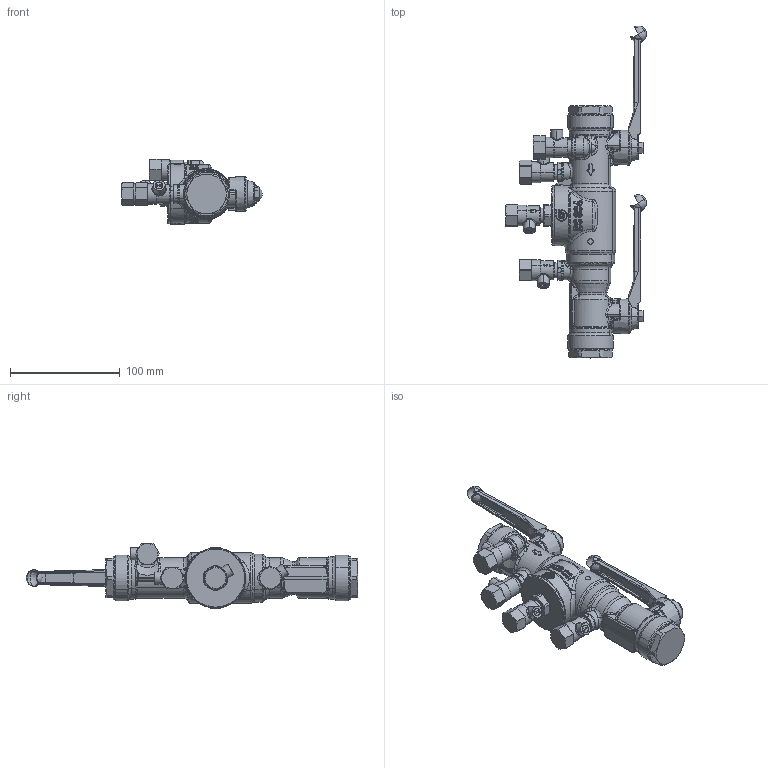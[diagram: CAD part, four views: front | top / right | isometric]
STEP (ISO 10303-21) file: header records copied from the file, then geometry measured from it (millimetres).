
FILE_DESCRIPTION(('CATIA V5 STEP Exchange','CAx-IF Rec.Pracs.--- Model Styling and Organization---1.5--- 2016-08-15','CAx-IF Rec.Pracs.---Supplemental Geometry---1.0---2011-11-01','CAx-IF Rec.Pracs.--- Composite Materials ---3.4---2017-06-13','CAx-IF Rec.Pracs.---Tessellated 3D Geometry---1.0---2015-12-17'),'2;1');
FILE_NAME('STEP_304940A_-_TST.stp','2026-02-03T16:08:43+00:00',('none'),('none'),'CATIA Version 5-6 Release 2020 SP5','CATIA V5 STEP AP242 v2','none');
FILE_SCHEMA(('AP242_MANAGED_MODEL_BASED_3D_ENGINEERING_MIM_LF {1 0 10303 442 1 1 4}'));
Products named in the file (1): 304940A - TST
Bounding box: 128.44 x 302.94 x 59.55 mm (x, y, z)
Volume: 425065.4 mm3; surface area: 77783.8 mm2
Topology: 5 solids, 29 shells, 2895 faces, 7236 edges, 4265 vertices
Faces by surface type: bspline 1192, cylinder 661, plane 486, torus 265, cone 203, sphere 88
Entity records: 147769 total; most frequent: CARTESIAN_POINT 94119, ORIENTED_EDGE 14148, EDGE_CURVE 7074, DIRECTION 5520, VERTEX_POINT 4265, B_SPLINE_CURVE_WITH_KNOTS 3834, EDGE_LOOP 2983, ADVANCED_FACE 2895
